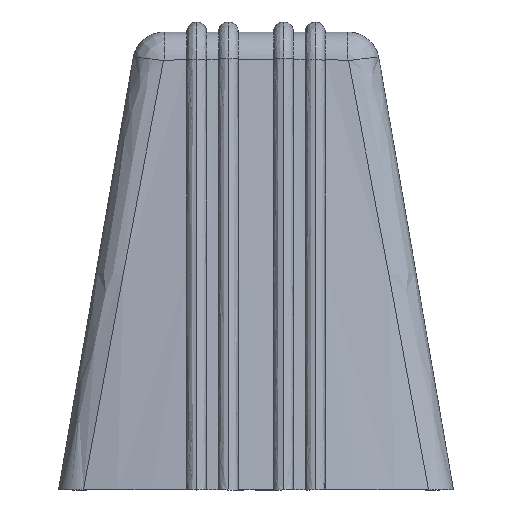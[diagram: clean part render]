
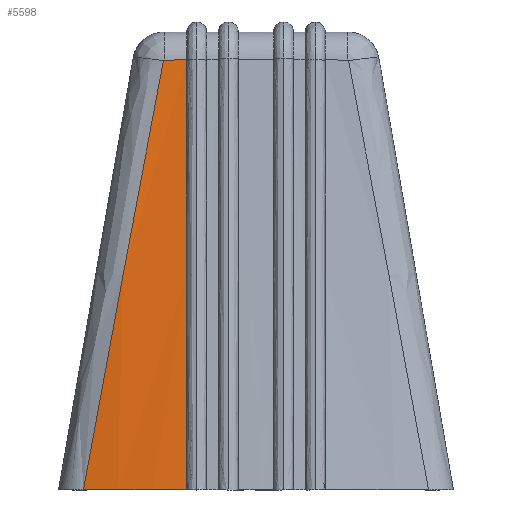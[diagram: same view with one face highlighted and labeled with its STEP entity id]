
A CAD part, left-side view. The second image highlights one B-rep face of the part: STEP entity #5598.
In plain terms, the highlighted free-form (B-spline) face has degree [6, 1] with [7, 2] control points.
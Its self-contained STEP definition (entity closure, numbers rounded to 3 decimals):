
#1919 = VERTEX_POINT('',#1920);
#1920 = CARTESIAN_POINT('',(-3.992,5.55,0.));
#1945 = EDGE_CURVE('',#1919,#1946,#1948,.T.);
#1946 = VERTEX_POINT('',#1947);
#1947 = CARTESIAN_POINT('',(-4.48,2.222,0.));
#1948 = CIRCLE('',#1949,26.839);
#1949 = AXIS2_PLACEMENT_3D('',#1950,#1951,#1952);
#1950 = CARTESIAN_POINT('',(22.267,0.,0.));
#1951 = DIRECTION('',(0.,0.,1.));
#1952 = DIRECTION('',(1.,0.,0.));
#2721 = VERTEX_POINT('',#2722);
#2722 = CARTESIAN_POINT('',(-2.641,2.976,
    13.807));
#2733 = EDGE_CURVE('',#2721,#2734,#2736,.T.);
#2734 = VERTEX_POINT('',#2735);
#2735 = CARTESIAN_POINT('',(-2.639,2.954,
    13.829));
#2736 = B_SPLINE_CURVE_WITH_KNOTS('',7,(#2737,#2738,#2739,#2740,#2741,
    #2742,#2743,#2744),.UNSPECIFIED.,.F.,.F.,(8,8),(0.,1.),
  .PIECEWISE_BEZIER_KNOTS.);
#2737 = CARTESIAN_POINT('',(-2.641,2.976,
    13.807));
#2738 = CARTESIAN_POINT('',(-2.64,2.975,
    13.812));
#2739 = CARTESIAN_POINT('',(-2.64,2.973,
    13.816));
#2740 = CARTESIAN_POINT('',(-2.639,2.971,
    13.82));
#2741 = CARTESIAN_POINT('',(-2.639,2.968,
    13.824));
#2742 = CARTESIAN_POINT('',(-2.639,2.964,
    13.827));
#2743 = CARTESIAN_POINT('',(-2.639,2.959,
    13.828));
#2744 = CARTESIAN_POINT('',(-2.639,2.954,
    13.829));
#2920 = VERTEX_POINT('',#2921);
#2921 = CARTESIAN_POINT('',(-2.649,2.222,
    13.84));
#2961 = EDGE_CURVE('',#2920,#2734,#2962,.T.);
#2962 = B_SPLINE_CURVE_WITH_KNOTS('',5,(#2963,#2964,#2965,#2966,#2967,
    #2968,#2969,#2970,#2971,#2972,#2973,#2974,#2975,#2976),
  .UNSPECIFIED.,.F.,.F.,(6,4,4,6),(-0.439,-0.159,
    7.779,8.059),.UNSPECIFIED.);
#2963 = CARTESIAN_POINT('',(-2.614,-4.249,
    13.801));
#2964 = CARTESIAN_POINT('',(-2.615,-4.193,
    13.802));
#2965 = CARTESIAN_POINT('',(-2.616,-4.137,
    13.803));
#2966 = CARTESIAN_POINT('',(-2.617,-4.081,
    13.805));
#2967 = CARTESIAN_POINT('',(-2.618,-4.025,
    13.806));
#2968 = CARTESIAN_POINT('',(-2.654,-2.382,
    13.845));
#2969 = CARTESIAN_POINT('',(-2.668,-0.794,
    13.864));
#2970 = CARTESIAN_POINT('',(-2.668,0.794,
    13.864));
#2971 = CARTESIAN_POINT('',(-2.654,2.382,
    13.845));
#2972 = CARTESIAN_POINT('',(-2.618,4.025,
    13.806));
#2973 = CARTESIAN_POINT('',(-2.617,4.081,
    13.805));
#2974 = CARTESIAN_POINT('',(-2.616,4.137,
    13.803));
#2975 = CARTESIAN_POINT('',(-2.615,4.193,
    13.802));
#2976 = CARTESIAN_POINT('',(-2.614,4.249,
    13.801));
#3182 = VERTEX_POINT('',#3183);
#3183 = CARTESIAN_POINT('',(-2.652,2.222,
    13.815));
#3196 = EDGE_CURVE('',#3182,#2920,#3197,.T.);
#3197 = B_SPLINE_CURVE_WITH_KNOTS('',4,(#3198,#3199,#3200,#3201,#3202),
  .UNSPECIFIED.,.F.,.F.,(5,5),(0.,1.),.PIECEWISE_BEZIER_KNOTS.);
#3198 = CARTESIAN_POINT('',(-2.652,2.222,
    13.815));
#3199 = CARTESIAN_POINT('',(-2.65,2.222,
    13.825));
#3200 = CARTESIAN_POINT('',(-2.649,2.222,
    13.836));
#3201 = CARTESIAN_POINT('',(-2.648,2.222,
    13.846));
#3202 = CARTESIAN_POINT('',(-2.647,2.222,13.856
    ));
#5525 = EDGE_CURVE('',#1919,#2721,#5526,.T.);
#5526 = B_SPLINE_CURVE_WITH_KNOTS('',6,(#5527,#5528,#5529,#5530,#5531,
    #5532,#5533,#5534,#5535,#5536,#5537,#5538,#5539,#5540,#5541,#5542,
    #5543),.UNSPECIFIED.,.F.,.F.,(7,5,5,7),(-0.66,
    0.068,15.175,15.909),.UNSPECIFIED.);
#5527 = CARTESIAN_POINT('',(-4.063,5.69,
    -0.771));
#5528 = CARTESIAN_POINT('',(-4.052,5.668,
    -0.65));
#5529 = CARTESIAN_POINT('',(-4.041,5.646,
    -0.529));
#5530 = CARTESIAN_POINT('',(-4.03,5.624,
    -0.409));
#5531 = CARTESIAN_POINT('',(-4.019,5.602,
    -0.289));
#5532 = CARTESIAN_POINT('',(-4.008,5.581,
    -0.17));
#5533 = CARTESIAN_POINT('',(-3.77,5.11,2.416
    ));
#5534 = CARTESIAN_POINT('',(-3.539,4.658,4.882
    ));
#5535 = CARTESIAN_POINT('',(-3.304,4.202,
    7.347));
#5536 = CARTESIAN_POINT('',(-3.062,3.74,
    9.811));
#5537 = CARTESIAN_POINT('',(-2.81,3.272,
    12.273));
#5538 = CARTESIAN_POINT('',(-2.527,2.775,
    14.852));
#5539 = CARTESIAN_POINT('',(-2.514,2.752,
    14.971));
#5540 = CARTESIAN_POINT('',(-2.501,2.729,
    15.091));
#5541 = CARTESIAN_POINT('',(-2.487,2.706,
    15.21));
#5542 = CARTESIAN_POINT('',(-2.474,2.683,
    15.33));
#5543 = CARTESIAN_POINT('',(-2.461,2.66,
    15.449));
#5598 = ADVANCED_FACE('',(#5599),#5629,.F.);
#5599 = FACE_BOUND('',#5600,.F.);
#5600 = EDGE_LOOP('',(#5601,#5624,#5625,#5626,#5627,#5628));
#5601 = ORIENTED_EDGE('',*,*,#5602,.F.);
#5602 = EDGE_CURVE('',#1946,#3182,#5603,.T.);
#5603 = B_SPLINE_CURVE_WITH_KNOTS('',4,(#5604,#5605,#5606,#5607,#5608,
    #5609,#5610,#5611,#5612,#5613,#5614,#5615,#5616,#5617,#5618,#5619,
    #5620,#5621,#5622,#5623),.UNSPECIFIED.,.F.,.F.,(5,3,3,3,3,3,5),(0.,
    0.193,0.386,0.579,0.772,
    0.886,1.),.UNSPECIFIED.);
#5604 = CARTESIAN_POINT('',(-4.48,2.222,0.));
#5605 = CARTESIAN_POINT('',(-4.389,2.221,
    0.666));
#5606 = CARTESIAN_POINT('',(-4.298,2.221,
    1.332));
#5607 = CARTESIAN_POINT('',(-4.207,2.221,
    1.998));
#5608 = CARTESIAN_POINT('',(-4.026,2.221,
    3.33));
#5609 = CARTESIAN_POINT('',(-3.936,2.221,
    3.997));
#5610 = CARTESIAN_POINT('',(-3.846,2.22,4.664
    ));
#5611 = CARTESIAN_POINT('',(-3.666,2.22,
    5.998));
#5612 = CARTESIAN_POINT('',(-3.577,2.22,
    6.665));
#5613 = CARTESIAN_POINT('',(-3.488,2.22,7.332
    ));
#5614 = CARTESIAN_POINT('',(-3.311,2.22,
    8.665));
#5615 = CARTESIAN_POINT('',(-3.224,2.221,
    9.331));
#5616 = CARTESIAN_POINT('',(-3.137,2.221,9.996
    ));
#5617 = CARTESIAN_POINT('',(-3.,2.221,
    11.055));
#5618 = CARTESIAN_POINT('',(-2.949,2.221,
    11.449));
#5619 = CARTESIAN_POINT('',(-2.899,2.222,
    11.843));
#5620 = CARTESIAN_POINT('',(-2.799,2.222,
    12.631));
#5621 = CARTESIAN_POINT('',(-2.749,2.222,
    13.026));
#5622 = CARTESIAN_POINT('',(-2.7,2.222,
    13.421));
#5623 = CARTESIAN_POINT('',(-2.652,2.222,
    13.815));
#5624 = ORIENTED_EDGE('',*,*,#1945,.F.);
#5625 = ORIENTED_EDGE('',*,*,#5525,.T.);
#5626 = ORIENTED_EDGE('',*,*,#2733,.T.);
#5627 = ORIENTED_EDGE('',*,*,#2961,.F.);
#5628 = ORIENTED_EDGE('',*,*,#3196,.F.);
#5629 = B_SPLINE_SURFACE_WITH_KNOTS('',6,1,(
    (#5630,#5631)
    ,(#5632,#5633)
    ,(#5634,#5635)
    ,(#5636,#5637)
    ,(#5638,#5639)
    ,(#5640,#5641)
    ,(#5642,#5643
    )),.UNSPECIFIED.,.F.,.F.,.F.,(7,7),(2,2),(0.,7.62),(0.,1.),
  .PIECEWISE_BEZIER_KNOTS.);
#5630 = CARTESIAN_POINT('',(-3.81,-6.35,0.));
#5631 = CARTESIAN_POINT('',(-2.54,-3.81,14.732));
#5632 = CARTESIAN_POINT('',(-4.316,-4.274,0.));
#5633 = CARTESIAN_POINT('',(-2.54,-2.54,14.732));
#5634 = CARTESIAN_POINT('',(-4.623,-2.149,0.));
#5635 = CARTESIAN_POINT('',(-2.54,-1.27,14.732));
#5636 = CARTESIAN_POINT('',(-4.726,0.,0.));
#5637 = CARTESIAN_POINT('',(-2.54,0.,14.732));
#5638 = CARTESIAN_POINT('',(-4.623,2.149,0.));
#5639 = CARTESIAN_POINT('',(-2.54,1.27,14.732));
#5640 = CARTESIAN_POINT('',(-4.316,4.274,0.));
#5641 = CARTESIAN_POINT('',(-2.54,2.54,14.732));
#5642 = CARTESIAN_POINT('',(-3.81,6.35,0.));
#5643 = CARTESIAN_POINT('',(-2.54,3.81,14.732));
